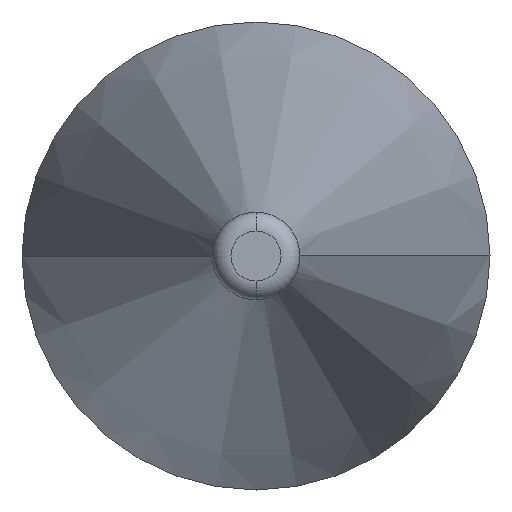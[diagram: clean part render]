
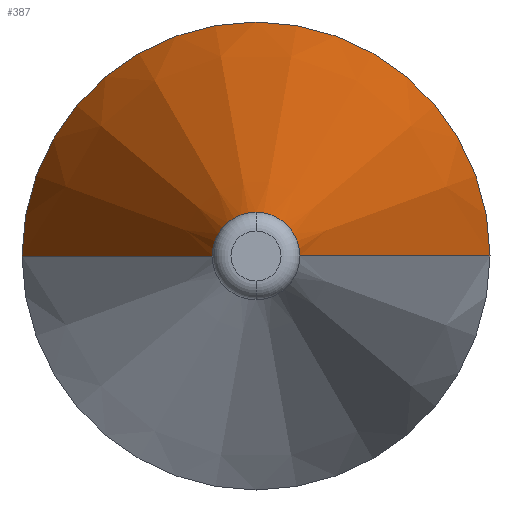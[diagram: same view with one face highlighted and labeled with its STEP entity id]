
A CAD part, front view. The second image highlights one B-rep face of the part: STEP entity #387.
In plain terms, the highlighted conical face has half-angle 15 degrees and reference radius 0.594 mm.
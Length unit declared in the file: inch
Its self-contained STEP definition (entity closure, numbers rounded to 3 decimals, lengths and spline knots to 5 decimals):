
#2 = DIRECTION ( 'NONE',  ( -0.259, 0.966, 0. ) ) ;
#8 = DIRECTION ( 'NONE',  ( 0.259, 0.966, 0. ) ) ;
#12 = ORIENTED_EDGE ( 'NONE', *, *, #341, .F. ) ;
#33 = DIRECTION ( 'NONE',  ( 0., 1., 0. ) ) ;
#34 = ORIENTED_EDGE ( 'NONE', *, *, #151, .F. ) ;
#54 = CIRCLE ( 'NONE', #329, 0.0234 ) ;
#60 = EDGE_CURVE ( 'NONE', #323, #199, #54, .T. ) ;
#68 = AXIS2_PLACEMENT_3D ( 'NONE', #299, #327, #85 ) ;
#69 = CARTESIAN_POINT ( 'NONE',  ( 0.0234, 0.25, 0. ) ) ;
#79 = CARTESIAN_POINT ( 'NONE',  ( -0.0234, 0.25, 0. ) ) ;
#85 = DIRECTION ( 'NONE',  ( -1., 0., 0. ) ) ;
#98 = VERTEX_POINT ( 'NONE', #276 ) ;
#104 = CARTESIAN_POINT ( 'NONE',  ( 0., 0.25, 0.0234 ) ) ;
#106 = VECTOR ( 'NONE', #2, 39.37008 ) ;
#125 = VECTOR ( 'NONE', #8, 39.37008 ) ;
#131 = LINE ( 'NONE', #79, #106 ) ;
#134 = EDGE_CURVE ( 'NONE', #199, #230, #183, .T. ) ;
#150 = CARTESIAN_POINT ( 'NONE',  ( 0.0234, 0.25, 0. ) ) ;
#151 = EDGE_CURVE ( 'NONE', #98, #230, #365, .T. ) ;
#160 = CARTESIAN_POINT ( 'NONE',  ( 0.125, 0.62918, 0. ) ) ;
#168 = FACE_OUTER_BOUND ( 'NONE', #349, .T. ) ;
#173 = DIRECTION ( 'NONE',  ( -1., 0., 0. ) ) ;
#175 = DIRECTION ( 'NONE',  ( 0., 1., 0. ) ) ;
#183 = LINE ( 'NONE', #150, #125 ) ;
#199 = VERTEX_POINT ( 'NONE', #69 ) ;
#202 = AXIS2_PLACEMENT_3D ( 'NONE', #205, #325, #173 ) ;
#205 = CARTESIAN_POINT ( 'NONE',  ( 0., 0.25, 0. ) ) ;
#220 = CONICAL_SURFACE ( 'NONE', #68, 0.0234, 0.262 ) ;
#230 = VERTEX_POINT ( 'NONE', #160 ) ;
#232 = AXIS2_PLACEMENT_3D ( 'NONE', #366, #33, #279 ) ;
#233 = ORIENTED_EDGE ( 'NONE', *, *, #60, .T. ) ;
#239 = ORIENTED_EDGE ( 'NONE', *, *, #346, .T. ) ;
#254 = VERTEX_POINT ( 'NONE', #292 ) ;
#276 = CARTESIAN_POINT ( 'NONE',  ( -0.125, 0.62918, 0. ) ) ;
#279 = DIRECTION ( 'NONE',  ( -1., 0., 0. ) ) ;
#292 = CARTESIAN_POINT ( 'NONE',  ( -0.0234, 0.25, 0. ) ) ;
#299 = CARTESIAN_POINT ( 'NONE',  ( 0., 0.25, 0. ) ) ;
#300 = DIRECTION ( 'NONE',  ( -1., 0., 0. ) ) ;
#306 = CARTESIAN_POINT ( 'NONE',  ( 0., 0.25, 0. ) ) ;
#323 = VERTEX_POINT ( 'NONE', #104 ) ;
#324 = ORIENTED_EDGE ( 'NONE', *, *, #134, .T. ) ;
#325 = DIRECTION ( 'NONE',  ( 0., 1., 0. ) ) ;
#327 = DIRECTION ( 'NONE',  ( 0., 1., 0. ) ) ;
#329 = AXIS2_PLACEMENT_3D ( 'NONE', #306, #175, #300 ) ;
#336 = CIRCLE ( 'NONE', #202, 0.0234 ) ;
#341 = EDGE_CURVE ( 'NONE', #254, #98, #131, .T. ) ;
#346 = EDGE_CURVE ( 'NONE', #254, #323, #336, .T. ) ;
#349 = EDGE_LOOP ( 'NONE', ( #233, #324, #34, #12, #239 ) ) ;
#365 = CIRCLE ( 'NONE', #232, 0.125 ) ;
#366 = CARTESIAN_POINT ( 'NONE',  ( 0., 0.62918, 0. ) ) ;
#387 = ADVANCED_FACE ( 'NONE', ( #168 ), #220, .T. ) ;
